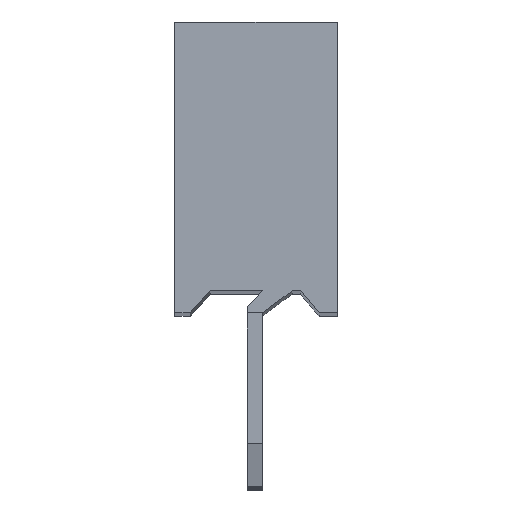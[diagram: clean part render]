
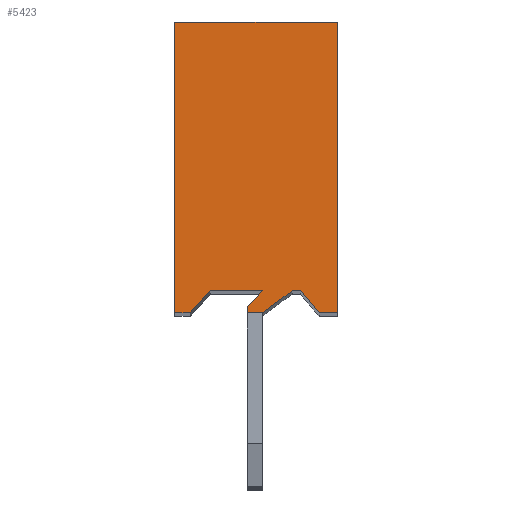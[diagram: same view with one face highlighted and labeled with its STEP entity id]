
A CAD part, top view. The second image highlights one B-rep face of the part: STEP entity #5423.
In plain terms, the highlighted planar face has unit normal (0, 0, 1).
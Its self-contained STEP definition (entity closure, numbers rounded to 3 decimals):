
#20 = EDGE_CURVE ( 'NONE', #4789, #2962, #756, .T. ) ;
#30 = PLANE ( 'NONE',  #1836 ) ;
#112 = CARTESIAN_POINT ( 'NONE',  ( 1.2, 8.172, -1.366 ) ) ;
#356 = EDGE_CURVE ( 'NONE', #4584, #2211, #5613, .T. ) ;
#373 = VECTOR ( 'NONE', #6331, 1000. ) ;
#379 = ORIENTED_EDGE ( 'NONE', *, *, #843, .F. ) ;
#430 = CARTESIAN_POINT ( 'NONE',  ( -0.133, 8.248, -1.366 ) ) ;
#538 = DIRECTION ( 'NONE',  ( 0.674, 0.739, 0. ) ) ;
#588 = CARTESIAN_POINT ( 'NONE',  ( 0.095, 8.498, -1.366 ) ) ;
#606 = LINE ( 'NONE', #2673, #7312 ) ;
#630 = DIRECTION ( 'NONE',  ( 1., 0., 0. ) ) ;
#756 = LINE ( 'NONE', #2506, #4884 ) ;
#790 = ORIENTED_EDGE ( 'NONE', *, *, #6728, .F. ) ;
#824 = CARTESIAN_POINT ( 'NONE',  ( 0.535, 8.498, -1.366 ) ) ;
#843 = EDGE_CURVE ( 'NONE', #6434, #3890, #4960, .T. ) ;
#894 = ORIENTED_EDGE ( 'NONE', *, *, #6651, .F. ) ;
#926 = EDGE_CURVE ( 'NONE', #3890, #1437, #5881, .T. ) ;
#927 = CARTESIAN_POINT ( 'NONE',  ( -0.676, 8.498, -1.366 ) ) ;
#1025 = EDGE_CURVE ( 'NONE', #5320, #4466, #3949, .T. ) ;
#1050 = VECTOR ( 'NONE', #6837, 1000. ) ;
#1060 = LINE ( 'NONE', #1472, #3999 ) ;
#1101 = ORIENTED_EDGE ( 'NONE', *, *, #3336, .F. ) ;
#1232 = ORIENTED_EDGE ( 'NONE', *, *, #1719, .F. ) ;
#1437 = VERTEX_POINT ( 'NONE', #430 ) ;
#1441 = CARTESIAN_POINT ( 'NONE',  ( -1.2, 8.172, -1.366 ) ) ;
#1472 = CARTESIAN_POINT ( 'NONE',  ( 0.66, 8.498, -1.366 ) ) ;
#1554 = LINE ( 'NONE', #4141, #2937 ) ;
#1580 = VECTOR ( 'NONE', #7107, 1000. ) ;
#1689 = CARTESIAN_POINT ( 'NONE',  ( 1.2, 0., -1.366 ) ) ;
#1705 = VERTEX_POINT ( 'NONE', #1852 ) ;
#1707 = CARTESIAN_POINT ( 'NONE',  ( 0.932, 8.172, -1.366 ) ) ;
#1719 = EDGE_CURVE ( 'NONE', #2962, #5320, #1554, .T. ) ;
#1769 = DIRECTION ( 'NONE',  ( -1., 0., 0. ) ) ;
#1836 = AXIS2_PLACEMENT_3D ( 'NONE', #2966, #4136, #630 ) ;
#1850 = CARTESIAN_POINT ( 'NONE',  ( -0.133, 5.6, -1.366 ) ) ;
#1852 = CARTESIAN_POINT ( 'NONE',  ( 1.2, 12.472, -1.366 ) ) ;
#1955 = DIRECTION ( 'NONE',  ( -0.804, -0.595, 0. ) ) ;
#1996 = ORIENTED_EDGE ( 'NONE', *, *, #6007, .T. ) ;
#2211 = VERTEX_POINT ( 'NONE', #7617 ) ;
#2506 = CARTESIAN_POINT ( 'NONE',  ( 0.095, 8.498, -1.366 ) ) ;
#2673 = CARTESIAN_POINT ( 'NONE',  ( -1.2, 0., -1.366 ) ) ;
#2937 = VECTOR ( 'NONE', #7081, 1000. ) ;
#2962 = VERTEX_POINT ( 'NONE', #927 ) ;
#2966 = CARTESIAN_POINT ( 'NONE',  ( 1.2, 0., -1.366 ) ) ;
#3072 = VERTEX_POINT ( 'NONE', #5622 ) ;
#3148 = ORIENTED_EDGE ( 'NONE', *, *, #4855, .F. ) ;
#3165 = EDGE_CURVE ( 'NONE', #1705, #7335, #4352, .T. ) ;
#3166 = LINE ( 'NONE', #5317, #6276 ) ;
#3336 = EDGE_CURVE ( 'NONE', #3072, #6434, #4444, .T. ) ;
#3373 = ORIENTED_EDGE ( 'NONE', *, *, #1025, .F. ) ;
#3677 = CARTESIAN_POINT ( 'NONE',  ( 1.2, 8.172, -1.366 ) ) ;
#3695 = VECTOR ( 'NONE', #4721, 1000. ) ;
#3717 = CARTESIAN_POINT ( 'NONE',  ( -1.2, 12.472, -1.366 ) ) ;
#3840 = ORIENTED_EDGE ( 'NONE', *, *, #5368, .F. ) ;
#3890 = VERTEX_POINT ( 'NONE', #5882 ) ;
#3949 = LINE ( 'NONE', #4617, #6239 ) ;
#3980 = CARTESIAN_POINT ( 'NONE',  ( 1.2, 12.472, -1.366 ) ) ;
#3999 = VECTOR ( 'NONE', #7479, 1000. ) ;
#4050 = VECTOR ( 'NONE', #5445, 1000. ) ;
#4103 = CARTESIAN_POINT ( 'NONE',  ( 0.095, 8.172, -1.366 ) ) ;
#4136 = DIRECTION ( 'NONE',  ( 0., 0., 1. ) ) ;
#4141 = CARTESIAN_POINT ( 'NONE',  ( -0.676, 8.498, -1.366 ) ) ;
#4324 = VECTOR ( 'NONE', #4769, 1000. ) ;
#4352 = LINE ( 'NONE', #3980, #1050 ) ;
#4442 = ORIENTED_EDGE ( 'NONE', *, *, #20, .F. ) ;
#4444 = LINE ( 'NONE', #824, #6471 ) ;
#4466 = VERTEX_POINT ( 'NONE', #1441 ) ;
#4577 = CARTESIAN_POINT ( 'NONE',  ( -0.974, 8.172, -1.366 ) ) ;
#4584 = VERTEX_POINT ( 'NONE', #6457 ) ;
#4617 = CARTESIAN_POINT ( 'NONE',  ( 1.2, 8.172, -1.366 ) ) ;
#4721 = DIRECTION ( 'NONE',  ( -0.64, 0.768, 0. ) ) ;
#4769 = DIRECTION ( 'NONE',  ( 0., 1., 0. ) ) ;
#4789 = VERTEX_POINT ( 'NONE', #588 ) ;
#4855 = EDGE_CURVE ( 'NONE', #1437, #4789, #3166, .T. ) ;
#4884 = VECTOR ( 'NONE', #6624, 1000. ) ;
#4960 = LINE ( 'NONE', #3677, #4050 ) ;
#5317 = CARTESIAN_POINT ( 'NONE',  ( -0.133, 8.248, -1.366 ) ) ;
#5320 = VERTEX_POINT ( 'NONE', #4577 ) ;
#5368 = EDGE_CURVE ( 'NONE', #2211, #7264, #7559, .T. ) ;
#5416 = EDGE_LOOP ( 'NONE', ( #1232, #4442, #3148, #6662, #379, #1101, #790, #3840, #6898, #1996, #6801, #894, #3373 ) ) ;
#5423 = ADVANCED_FACE ( 'NONE', ( #6911 ), #30, .T. ) ;
#5445 = DIRECTION ( 'NONE',  ( -1., 0., 0. ) ) ;
#5613 = LINE ( 'NONE', #112, #1580 ) ;
#5622 = CARTESIAN_POINT ( 'NONE',  ( 0.535, 8.498, -1.366 ) ) ;
#5881 = LINE ( 'NONE', #1850, #4324 ) ;
#5882 = CARTESIAN_POINT ( 'NONE',  ( -0.133, 8.172, -1.366 ) ) ;
#6007 = EDGE_CURVE ( 'NONE', #4584, #1705, #7362, .T. ) ;
#6239 = VECTOR ( 'NONE', #1769, 1000. ) ;
#6276 = VECTOR ( 'NONE', #538, 1000. ) ;
#6331 = DIRECTION ( 'NONE',  ( 0., 1., 0. ) ) ;
#6434 = VERTEX_POINT ( 'NONE', #4103 ) ;
#6457 = CARTESIAN_POINT ( 'NONE',  ( 1.2, 8.172, -1.366 ) ) ;
#6471 = VECTOR ( 'NONE', #1955, 1000. ) ;
#6624 = DIRECTION ( 'NONE',  ( -1., 0., 0. ) ) ;
#6651 = EDGE_CURVE ( 'NONE', #4466, #7335, #606, .T. ) ;
#6662 = ORIENTED_EDGE ( 'NONE', *, *, #926, .F. ) ;
#6691 = DIRECTION ( 'NONE',  ( 0., 1., 0. ) ) ;
#6728 = EDGE_CURVE ( 'NONE', #7264, #3072, #1060, .T. ) ;
#6801 = ORIENTED_EDGE ( 'NONE', *, *, #3165, .T. ) ;
#6837 = DIRECTION ( 'NONE',  ( -1., 0., 0. ) ) ;
#6898 = ORIENTED_EDGE ( 'NONE', *, *, #356, .F. ) ;
#6911 = FACE_OUTER_BOUND ( 'NONE', #5416, .T. ) ;
#7081 = DIRECTION ( 'NONE',  ( -0.674, -0.739, 0. ) ) ;
#7107 = DIRECTION ( 'NONE',  ( -1., 0., 0. ) ) ;
#7264 = VERTEX_POINT ( 'NONE', #7471 ) ;
#7312 = VECTOR ( 'NONE', #6691, 1000. ) ;
#7335 = VERTEX_POINT ( 'NONE', #3717 ) ;
#7362 = LINE ( 'NONE', #1689, #373 ) ;
#7471 = CARTESIAN_POINT ( 'NONE',  ( 0.66, 8.498, -1.366 ) ) ;
#7479 = DIRECTION ( 'NONE',  ( -1., 0., 0. ) ) ;
#7559 = LINE ( 'NONE', #1707, #3695 ) ;
#7617 = CARTESIAN_POINT ( 'NONE',  ( 0.932, 8.172, -1.366 ) ) ;
